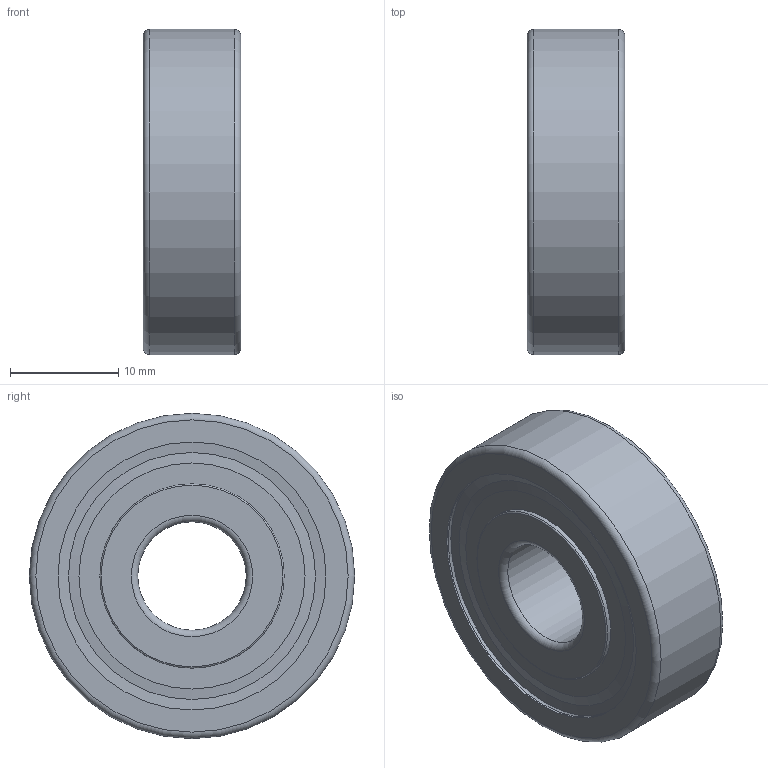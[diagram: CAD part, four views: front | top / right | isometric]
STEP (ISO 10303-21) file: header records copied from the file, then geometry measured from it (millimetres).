
FILE_DESCRIPTION( ( 'STEP AP214' ), '1' );
FILE_NAME( 'SKF_6200-2Z.stp', '2021-07-11T18:32:38', ( 'License CC BY-ND 4.0' ), ( 'CADENAS' ), ' ', 'PARTsolutions', ' ' );
FILE_SCHEMA( ( 'AUTOMOTIVE_DESIGN { 1 0 10303 214 1 1 1 1 }' ) );
Length unit declared in the file: millimetre
Products named in the file (5): SKF_6200-2Z; _SKF_6200-2Z_PART1; _SKF_6200-2Z_PART2; _SKF_6200-2Z_PART3; _SKF_6200-2Z_PART4
Assembly tree (18 placements, depth 2):
  SKF_6200-2Z
    _SKF_6200-2Z_PART1
    _SKF_6200-2Z_PART2
    _SKF_6200-2Z_PART3  x8
    _SKF_6200-2Z_PART4  x8
Bounding box: 9 x 30 x 30 mm (x, y, z)
Volume: 4061.1 mm3; surface area: 4773.9 mm2
Topology: 10 solids, 10 shells, 48 faces, 98 edges, 66 vertices
Faces by surface type: cylinder 12, cone 10, torus 10, plane 8, sphere 8
Full cylindrical faces by diameter (mm): 10 x1, 17 x4, 23.2 x2, 24.72 x4, 30 x1
Entity records: 1372 total; most frequent: DIRECTION 200, CARTESIAN_POINT 146, AXIS2_PLACEMENT_3D 100, EDGE_LOOP 80, ORIENTED_EDGE 80, FACE_OUTER_BOUND 62, VERTEX_POINT 45, STYLED_ITEM 41
